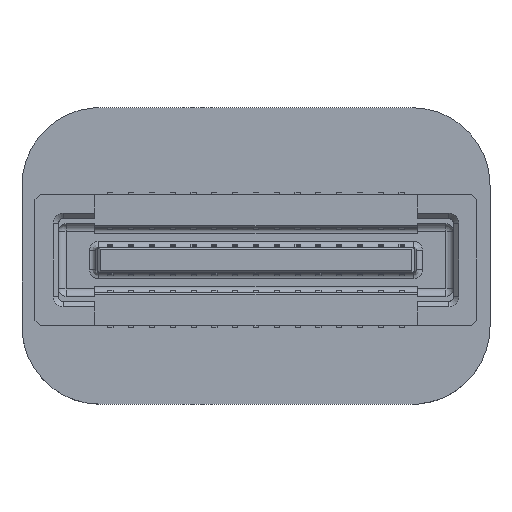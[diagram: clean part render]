
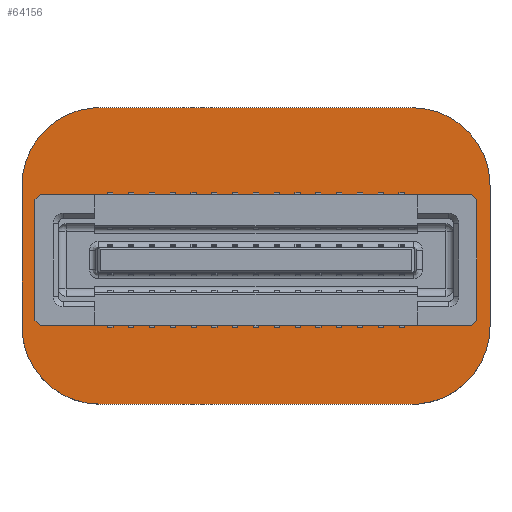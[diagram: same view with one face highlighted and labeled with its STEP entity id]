
A CAD part, top view. The second image highlights one B-rep face of the part: STEP entity #64156.
In plain terms, the highlighted planar face has unit normal (0, 0, 1).
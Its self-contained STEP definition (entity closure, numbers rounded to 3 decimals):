
#63763 = VERTEX_POINT('',#63764);
#63764 = CARTESIAN_POINT('',(3.,2.85,1.6));
#63770 = EDGE_CURVE('',#63763,#63771,#63773,.T.);
#63771 = VERTEX_POINT('',#63772);
#63772 = CARTESIAN_POINT('',(4.498,1.468,1.6));
#63773 = CIRCLE('',#63774,1.498);
#63774 = AXIS2_PLACEMENT_3D('',#63775,#63776,#63777);
#63775 = CARTESIAN_POINT('',(3.004,1.352,1.6));
#63776 = DIRECTION('',(0.,0.,-1.));
#63777 = DIRECTION('',(-0.003,1.,0.));
#63803 = EDGE_CURVE('',#63771,#63804,#63806,.T.);
#63804 = VERTEX_POINT('',#63805);
#63805 = CARTESIAN_POINT('',(4.5,1.35,1.6));
#63806 = LINE('',#63807,#63808);
#63807 = CARTESIAN_POINT('',(4.498,1.468,1.6));
#63808 = VECTOR('',#63809,1.);
#63809 = DIRECTION('',(0.02,-1.,0.));
#63834 = EDGE_CURVE('',#63804,#63835,#63837,.T.);
#63835 = VERTEX_POINT('',#63836);
#63836 = CARTESIAN_POINT('',(4.5,-1.35,1.6));
#63837 = LINE('',#63838,#63839);
#63838 = CARTESIAN_POINT('',(4.5,1.35,1.6));
#63839 = VECTOR('',#63840,1.);
#63840 = DIRECTION('',(0.,-1.,0.));
#63865 = EDGE_CURVE('',#63835,#63866,#63868,.T.);
#63866 = VERTEX_POINT('',#63867);
#63867 = CARTESIAN_POINT('',(3.118,-2.848,1.6));
#63868 = CIRCLE('',#63869,1.498);
#63869 = AXIS2_PLACEMENT_3D('',#63870,#63871,#63872);
#63870 = CARTESIAN_POINT('',(3.002,-1.354,1.6));
#63871 = DIRECTION('',(0.,0.,-1.));
#63872 = DIRECTION('',(1.,0.003,0.));
#63898 = EDGE_CURVE('',#63866,#63899,#63901,.T.);
#63899 = VERTEX_POINT('',#63900);
#63900 = CARTESIAN_POINT('',(3.,-2.85,1.6));
#63901 = LINE('',#63902,#63903);
#63902 = CARTESIAN_POINT('',(3.118,-2.848,1.6));
#63903 = VECTOR('',#63904,1.);
#63904 = DIRECTION('',(-1.,-0.02,0.));
#63929 = EDGE_CURVE('',#63899,#63930,#63932,.T.);
#63930 = VERTEX_POINT('',#63931);
#63931 = CARTESIAN_POINT('',(-3.,-2.85,1.6));
#63932 = LINE('',#63933,#63934);
#63933 = CARTESIAN_POINT('',(3.,-2.85,1.6));
#63934 = VECTOR('',#63935,1.);
#63935 = DIRECTION('',(-1.,0.,0.));
#63960 = EDGE_CURVE('',#63930,#63961,#63963,.T.);
#63961 = VERTEX_POINT('',#63962);
#63962 = CARTESIAN_POINT('',(-4.498,-1.468,1.6));
#63963 = CIRCLE('',#63964,1.498);
#63964 = AXIS2_PLACEMENT_3D('',#63965,#63966,#63967);
#63965 = CARTESIAN_POINT('',(-3.004,-1.352,1.6));
#63966 = DIRECTION('',(0.,0.,-1.));
#63967 = DIRECTION('',(0.003,-1.,0.));
#63993 = EDGE_CURVE('',#63961,#63994,#63996,.T.);
#63994 = VERTEX_POINT('',#63995);
#63995 = CARTESIAN_POINT('',(-4.5,-1.35,1.6));
#63996 = LINE('',#63997,#63998);
#63997 = CARTESIAN_POINT('',(-4.498,-1.468,1.6));
#63998 = VECTOR('',#63999,1.);
#63999 = DIRECTION('',(-0.02,1.,0.));
#64024 = EDGE_CURVE('',#63994,#64025,#64027,.T.);
#64025 = VERTEX_POINT('',#64026);
#64026 = CARTESIAN_POINT('',(-4.5,1.35,1.6));
#64027 = LINE('',#64028,#64029);
#64028 = CARTESIAN_POINT('',(-4.5,-1.35,1.6));
#64029 = VECTOR('',#64030,1.);
#64030 = DIRECTION('',(0.,1.,0.));
#64055 = EDGE_CURVE('',#64025,#64056,#64058,.T.);
#64056 = VERTEX_POINT('',#64057);
#64057 = CARTESIAN_POINT('',(-3.118,2.848,1.6));
#64058 = CIRCLE('',#64059,1.498);
#64059 = AXIS2_PLACEMENT_3D('',#64060,#64061,#64062);
#64060 = CARTESIAN_POINT('',(-3.002,1.354,1.6));
#64061 = DIRECTION('',(0.,0.,-1.));
#64062 = DIRECTION('',(-1.,-0.003,-0.));
#64088 = EDGE_CURVE('',#64056,#64089,#64091,.T.);
#64089 = VERTEX_POINT('',#64090);
#64090 = CARTESIAN_POINT('',(-3.,2.85,1.6));
#64091 = LINE('',#64092,#64093);
#64092 = CARTESIAN_POINT('',(-3.118,2.848,1.6));
#64093 = VECTOR('',#64094,1.);
#64094 = DIRECTION('',(1.,0.02,0.));
#64119 = EDGE_CURVE('',#64089,#63763,#64120,.T.);
#64120 = LINE('',#64121,#64122);
#64121 = CARTESIAN_POINT('',(-3.,2.85,1.6));
#64122 = VECTOR('',#64123,1.);
#64123 = DIRECTION('',(1.,0.,0.));
#64156 = ADVANCED_FACE('',(#64157),#64171,.T.);
#64157 = FACE_BOUND('',#64158,.F.);
#64158 = EDGE_LOOP('',(#64159,#64160,#64161,#64162,#64163,#64164,#64165,
    #64166,#64167,#64168,#64169,#64170));
#64159 = ORIENTED_EDGE('',*,*,#63770,.T.);
#64160 = ORIENTED_EDGE('',*,*,#63803,.T.);
#64161 = ORIENTED_EDGE('',*,*,#63834,.T.);
#64162 = ORIENTED_EDGE('',*,*,#63865,.T.);
#64163 = ORIENTED_EDGE('',*,*,#63898,.T.);
#64164 = ORIENTED_EDGE('',*,*,#63929,.T.);
#64165 = ORIENTED_EDGE('',*,*,#63960,.T.);
#64166 = ORIENTED_EDGE('',*,*,#63993,.T.);
#64167 = ORIENTED_EDGE('',*,*,#64024,.T.);
#64168 = ORIENTED_EDGE('',*,*,#64055,.T.);
#64169 = ORIENTED_EDGE('',*,*,#64088,.T.);
#64170 = ORIENTED_EDGE('',*,*,#64119,.T.);
#64171 = PLANE('',#64172);
#64172 = AXIS2_PLACEMENT_3D('',#64173,#64174,#64175);
#64173 = CARTESIAN_POINT('',(0.,0.,1.6));
#64174 = DIRECTION('',(0.,0.,1.));
#64175 = DIRECTION('',(1.,0.,-0.));
